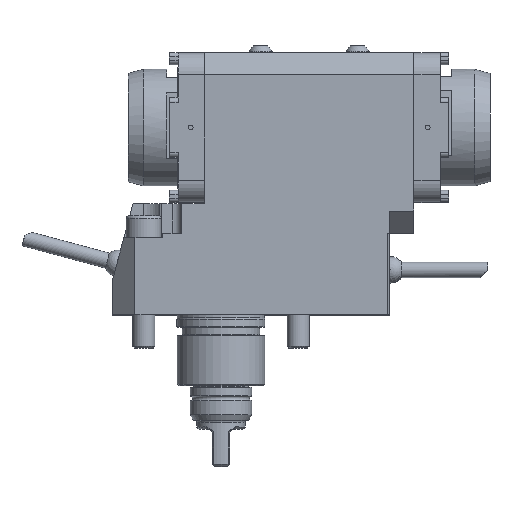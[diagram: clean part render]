
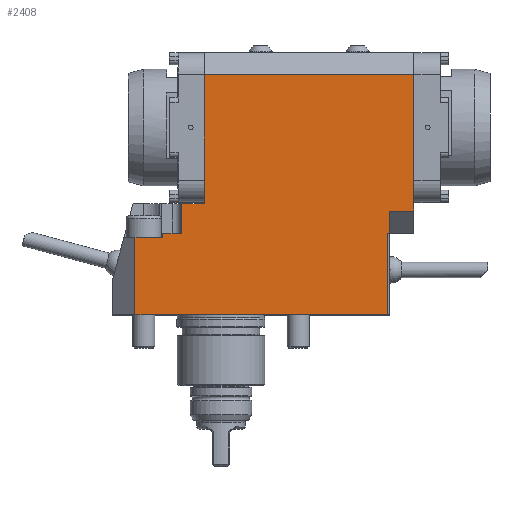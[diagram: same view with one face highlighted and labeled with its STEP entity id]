
A CAD part, top view. The second image highlights one B-rep face of the part: STEP entity #2408.
In plain terms, the highlighted planar face has unit normal (0, 0, 1).
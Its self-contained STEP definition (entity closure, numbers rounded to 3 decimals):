
#418 = EDGE_CURVE ( 'NONE', #16964, #11414, #17040, .T. ) ;
#442 = EDGE_CURVE ( 'NONE', #16964, #888, #24585, .T. ) ;
#678 = DIRECTION ( 'NONE',  ( 0., -1., 0. ) ) ;
#695 = ORIENTED_EDGE ( 'NONE', *, *, #21323, .T. ) ;
#888 = VERTEX_POINT ( 'NONE', #8975 ) ;
#943 = CARTESIAN_POINT ( 'NONE',  ( -39., 67., 39. ) ) ;
#953 = ORIENTED_EDGE ( 'NONE', *, *, #9836, .F. ) ;
#982 = CARTESIAN_POINT ( 'NONE',  ( -7.5, 82.5, 39. ) ) ;
#1573 = DIRECTION ( 'NONE',  ( 1., 0., 0. ) ) ;
#1711 = VERTEX_POINT ( 'NONE', #23937 ) ;
#1943 = CARTESIAN_POINT ( 'NONE',  ( 94., 151., 39. ) ) ;
#1983 = VECTOR ( 'NONE', #9026, 1000. ) ;
#2162 = EDGE_CURVE ( 'NONE', #16228, #8936, #16034, .T. ) ;
#2408 = ADVANCED_FACE ( 'Defeature completata1_2', ( #5743 ), #3457, .T. ) ;
#2570 = LINE ( 'NONE', #18053, #24229 ) ;
#2700 = EDGE_CURVE ( 'NONE', #4447, #21403, #10928, .T. ) ;
#2921 = EDGE_CURVE ( 'NONE', #11414, #21494, #3393, .T. ) ;
#3091 = VECTOR ( 'NONE', #12811, 1000. ) ;
#3393 = LINE ( 'NONE', #5030, #3091 ) ;
#3457 = PLANE ( 'NONE',  #18431 ) ;
#3690 = DIRECTION ( 'NONE',  ( -1., 0., 0. ) ) ;
#3812 = CARTESIAN_POINT ( 'NONE',  ( -49., 67., 39. ) ) ;
#3892 = VECTOR ( 'NONE', #14526, 1000. ) ;
#4164 = DIRECTION ( 'NONE',  ( 1., 0., 0. ) ) ;
#4447 = VERTEX_POINT ( 'NONE', #14053 ) ;
#4543 = ORIENTED_EDGE ( 'NONE', *, *, #19851, .T. ) ;
#4706 = CARTESIAN_POINT ( 'NONE',  ( 87.5, 141., 39. ) ) ;
#4803 = DIRECTION ( 'NONE',  ( 1., 0., 0. ) ) ;
#4828 = LINE ( 'NONE', #12725, #1983 ) ;
#5030 = CARTESIAN_POINT ( 'NONE',  ( -49., 67., 39. ) ) ;
#5296 = ORIENTED_EDGE ( 'NONE', *, *, #22194, .T. ) ;
#5405 = EDGE_CURVE ( 'NONE', #8936, #9253, #6811, .T. ) ;
#5743 = FACE_OUTER_BOUND ( 'NONE', #18871, .T. ) ;
#5929 = ORIENTED_EDGE ( 'NONE', *, *, #5405, .T. ) ;
#6381 = VECTOR ( 'NONE', #11244, 1000. ) ;
#6450 = CARTESIAN_POINT ( 'NONE',  ( -39., 32., 39. ) ) ;
#6621 = EDGE_CURVE ( 'NONE', #20867, #12746, #22079, .T. ) ;
#6711 = EDGE_CURVE ( 'NONE', #18999, #4447, #4828, .T. ) ;
#6811 = LINE ( 'NONE', #982, #12842 ) ;
#6873 = ORIENTED_EDGE ( 'NONE', *, *, #418, .T. ) ;
#6876 = CARTESIAN_POINT ( 'NONE',  ( -39., 0., 39. ) ) ;
#6931 = VECTOR ( 'NONE', #1573, 1000. ) ;
#7274 = CARTESIAN_POINT ( 'NONE',  ( -26.5, 0., 39. ) ) ;
#8451 = ORIENTED_EDGE ( 'NONE', *, *, #2921, .T. ) ;
#8570 = VECTOR ( 'NONE', #3690, 1000. ) ;
#8936 = VERTEX_POINT ( 'NONE', #17639 ) ;
#8975 = CARTESIAN_POINT ( 'NONE',  ( -26.5, 69., 39. ) ) ;
#9020 = VERTEX_POINT ( 'NONE', #6450 ) ;
#9026 = DIRECTION ( 'NONE',  ( 0., -1., 0. ) ) ;
#9131 = CARTESIAN_POINT ( 'NONE',  ( 76.5, 79.1, 39. ) ) ;
#9156 = VECTOR ( 'NONE', #24438, 1000. ) ;
#9253 = VERTEX_POINT ( 'NONE', #18571 ) ;
#9373 = VECTOR ( 'NONE', #15169, 1000. ) ;
#9549 = LINE ( 'NONE', #22457, #6931 ) ;
#9700 = DIRECTION ( 'NONE',  ( 1., 0., 0. ) ) ;
#9836 = EDGE_CURVE ( 'NONE', #21403, #1711, #10351, .T. ) ;
#10021 = LINE ( 'NONE', #12049, #14464 ) ;
#10351 = LINE ( 'NONE', #23989, #15029 ) ;
#10730 = CARTESIAN_POINT ( 'NONE',  ( -26.5, 67., 39. ) ) ;
#10906 = EDGE_CURVE ( 'NONE', #9020, #1711, #10021, .T. ) ;
#10928 = LINE ( 'NONE', #15278, #9156 ) ;
#11127 = CARTESIAN_POINT ( 'NONE',  ( -7.5, 141., 39. ) ) ;
#11140 = VECTOR ( 'NONE', #17573, 1000. ) ;
#11244 = DIRECTION ( 'NONE',  ( -1., 0., 0. ) ) ;
#11371 = CARTESIAN_POINT ( 'NONE',  ( 87.5, 141., 39. ) ) ;
#11414 = VERTEX_POINT ( 'NONE', #21081 ) ;
#11627 = ORIENTED_EDGE ( 'NONE', *, *, #6711, .F. ) ;
#12049 = CARTESIAN_POINT ( 'NONE',  ( 0., 32., 39. ) ) ;
#12103 = VECTOR ( 'NONE', #22450, 1000. ) ;
#12421 = ORIENTED_EDGE ( 'NONE', *, *, #18208, .F. ) ;
#12725 = CARTESIAN_POINT ( 'NONE',  ( 76.5, 69.1, 39. ) ) ;
#12746 = VERTEX_POINT ( 'NONE', #16132 ) ;
#12811 = DIRECTION ( 'NONE',  ( -1., 0., 0. ) ) ;
#12842 = VECTOR ( 'NONE', #13049, 1000. ) ;
#12947 = ORIENTED_EDGE ( 'NONE', *, *, #2700, .F. ) ;
#13049 = DIRECTION ( 'NONE',  ( -1., 0., 0. ) ) ;
#13269 = ORIENTED_EDGE ( 'NONE', *, *, #15449, .T. ) ;
#14033 = CARTESIAN_POINT ( 'NONE',  ( -7.5, 151., 39. ) ) ;
#14053 = CARTESIAN_POINT ( 'NONE',  ( 76.5, 69., 39. ) ) ;
#14464 = VECTOR ( 'NONE', #4164, 1000. ) ;
#14526 = DIRECTION ( 'NONE',  ( 0., -1., 0. ) ) ;
#15029 = VECTOR ( 'NONE', #20112, 1000. ) ;
#15169 = DIRECTION ( 'NONE',  ( 0., 1., 0. ) ) ;
#15278 = CARTESIAN_POINT ( 'NONE',  ( 94., 69., 39. ) ) ;
#15449 = EDGE_CURVE ( 'NONE', #21494, #9020, #18414, .T. ) ;
#16034 = LINE ( 'NONE', #14033, #11140 ) ;
#16132 = CARTESIAN_POINT ( 'NONE',  ( 87.5, 79.1, 39. ) ) ;
#16228 = VERTEX_POINT ( 'NONE', #11127 ) ;
#16244 = CARTESIAN_POINT ( 'NONE',  ( 94., 79.1, 39. ) ) ;
#16819 = CARTESIAN_POINT ( 'NONE',  ( 75.525, 69., 39. ) ) ;
#16964 = VERTEX_POINT ( 'NONE', #10730 ) ;
#17040 = LINE ( 'NONE', #3812, #8570 ) ;
#17411 = ORIENTED_EDGE ( 'NONE', *, *, #6621, .F. ) ;
#17573 = DIRECTION ( 'NONE',  ( 0., -1., 0. ) ) ;
#17639 = CARTESIAN_POINT ( 'NONE',  ( -7.5, 82.5, 39. ) ) ;
#17648 = ORIENTED_EDGE ( 'NONE', *, *, #10906, .T. ) ;
#18053 = CARTESIAN_POINT ( 'NONE',  ( -17.9, 151., 39. ) ) ;
#18208 = EDGE_CURVE ( 'NONE', #888, #19866, #9549, .T. ) ;
#18414 = LINE ( 'NONE', #6876, #3892 ) ;
#18431 = AXIS2_PLACEMENT_3D ( 'NONE', #1943, #22723, #9700 ) ;
#18571 = CARTESIAN_POINT ( 'NONE',  ( -17.9, 82.5, 39. ) ) ;
#18729 = CARTESIAN_POINT ( 'NONE',  ( 94., 141., 39. ) ) ;
#18853 = LINE ( 'NONE', #18729, #6381 ) ;
#18871 = EDGE_LOOP ( 'NONE', ( #11627, #4543, #17411, #695, #21114, #5929, #5296, #12421, #19036, #6873, #8451, #13269, #17648, #953, #12947 ) ) ;
#18999 = VERTEX_POINT ( 'NONE', #9131 ) ;
#19036 = ORIENTED_EDGE ( 'NONE', *, *, #442, .F. ) ;
#19851 = EDGE_CURVE ( 'NONE', #18999, #12746, #23809, .T. ) ;
#19866 = VERTEX_POINT ( 'NONE', #20296 ) ;
#20112 = DIRECTION ( 'NONE',  ( 0., -1., 0. ) ) ;
#20296 = CARTESIAN_POINT ( 'NONE',  ( -17.9, 69., 39. ) ) ;
#20867 = VERTEX_POINT ( 'NONE', #11371 ) ;
#20928 = VECTOR ( 'NONE', #4803, 1000. ) ;
#21081 = CARTESIAN_POINT ( 'NONE',  ( -35., 67., 39. ) ) ;
#21114 = ORIENTED_EDGE ( 'NONE', *, *, #2162, .T. ) ;
#21323 = EDGE_CURVE ( 'NONE', #20867, #16228, #18853, .T. ) ;
#21403 = VERTEX_POINT ( 'NONE', #16819 ) ;
#21494 = VERTEX_POINT ( 'NONE', #943 ) ;
#22079 = LINE ( 'NONE', #4706, #12103 ) ;
#22194 = EDGE_CURVE ( 'NONE', #9253, #19866, #2570, .T. ) ;
#22450 = DIRECTION ( 'NONE',  ( 0., -1., 0. ) ) ;
#22457 = CARTESIAN_POINT ( 'NONE',  ( -49., 69., 39. ) ) ;
#22723 = DIRECTION ( 'NONE',  ( 0., 0., 1. ) ) ;
#23809 = LINE ( 'NONE', #16244, #20928 ) ;
#23937 = CARTESIAN_POINT ( 'NONE',  ( 75.525, 32., 39. ) ) ;
#23989 = CARTESIAN_POINT ( 'NONE',  ( 75.525, 0., 39. ) ) ;
#24229 = VECTOR ( 'NONE', #678, 1000. ) ;
#24438 = DIRECTION ( 'NONE',  ( -1., 0., 0. ) ) ;
#24585 = LINE ( 'NONE', #7274, #9373 ) ;
